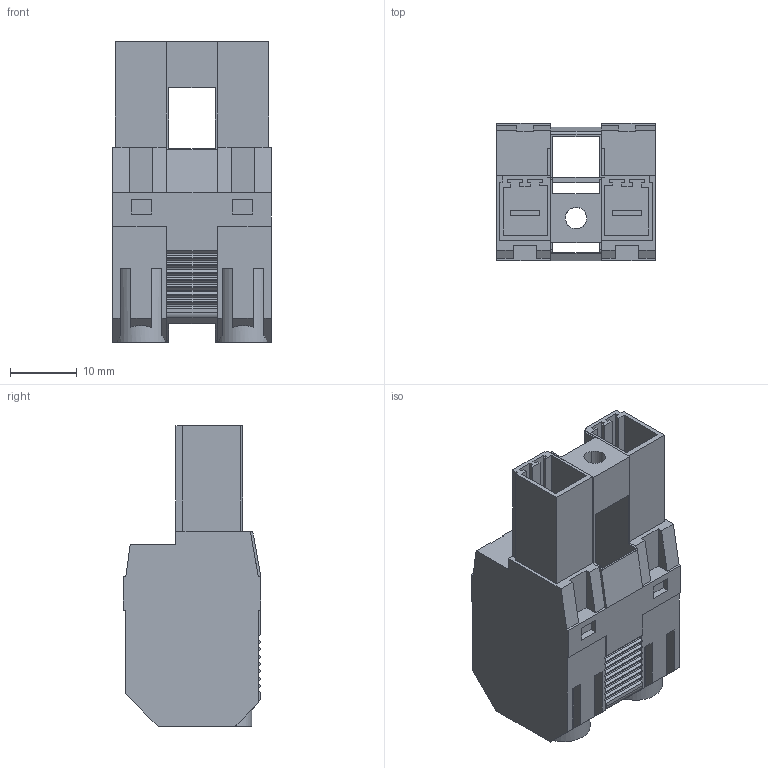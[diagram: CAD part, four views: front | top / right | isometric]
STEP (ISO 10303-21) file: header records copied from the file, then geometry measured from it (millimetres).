
FILE_DESCRIPTION(('CATIA V5 STEP Exchange','CAx-IF Rec.Pracs.--- Model Styling and Organization---1.4--- 2014-01-23'),'2;1');
FILE_NAME ('D1447971_1_1061020000_1061020000.stp','2022-10-14T09:30:08+00:00',('none'),('Weidmueller'),'CATIA Version 5-6 Release 2016 SP3 HF44','CATIA V5 STEP AP214','none');
FILE_SCHEMA(('AUTOMOTIVE_DESIGN { 1 0 10303 214 1 1 1 1 }'));
Length unit declared in the file: millimetre
Products named in the file (1): 1061020000
Bounding box: 23.76 x 20.6 x 45.01 mm (x, y, z)
Volume: 9069.2 mm3; surface area: 8142.4 mm2
Topology: 3 solids, 3 shells, 382 faces, 1064 edges, 694 vertices
Faces by surface type: plane 334, cylinder 48
Entity records: 11341 total; most frequent: ORIENTED_EDGE 2128, CARTESIAN_POINT 2090, DIRECTION 1541, EDGE_CURVE 1064, VECTOR 956, LINE 956, VERTEX_POINT 694, EDGE_LOOP 398
